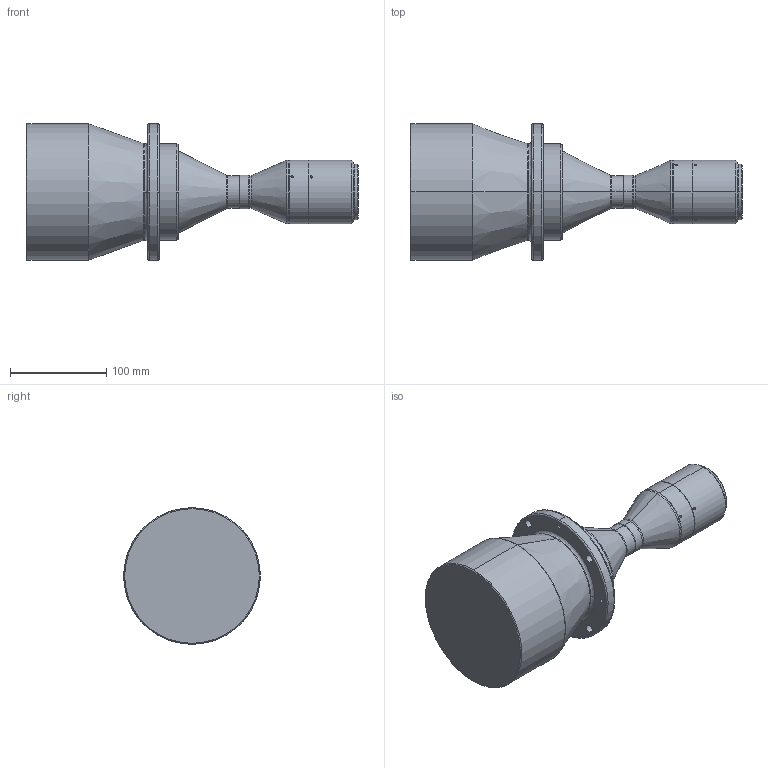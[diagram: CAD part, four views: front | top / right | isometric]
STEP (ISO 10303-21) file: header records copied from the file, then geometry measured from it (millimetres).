
FILE_DESCRIPTION (( 'STEP AP203' ), '1' );
FILE_NAME ('DTCM175-110-M58-AL.STEP', '2019-11-14T07:58:10', ( 'Windows 蚚誧' ), ( '' ), 'SwSTEP 2.0', 'SolidWorks 2017', '' );
FILE_SCHEMA (( 'CONFIG_CONTROL_DESIGN' ));
Length unit declared in the file: millimetre
Products named in the file (1): DTCM175-110-M58-AL
Bounding box: 345.4 x 142 x 142 mm (x, y, z)
Volume: 2572621.5 mm3; surface area: 140494.8 mm2
Topology: 1 solids, 1 shells, 108 faces, 264 edges, 160 vertices
Faces by surface type: cylinder 54, cone 28, bspline 14, plane 12
Entity records: 5041 total; most frequent: CARTESIAN_POINT 2487, DIRECTION 534, ORIENTED_EDGE 504, EDGE_CURVE 252, AXIS2_PLACEMENT_3D 225, VERTEX_POINT 160, EDGE_LOOP 138, CIRCLE 130
